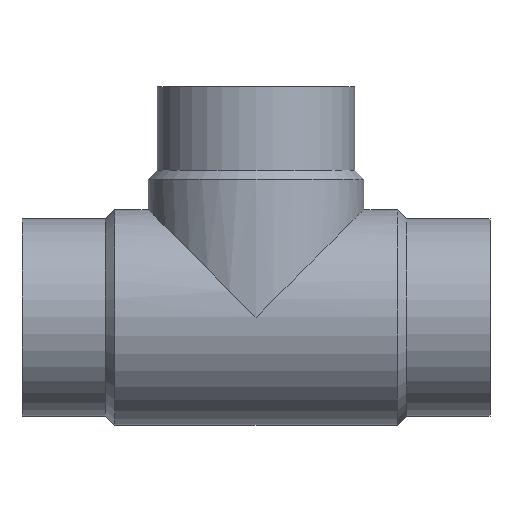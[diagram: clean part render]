
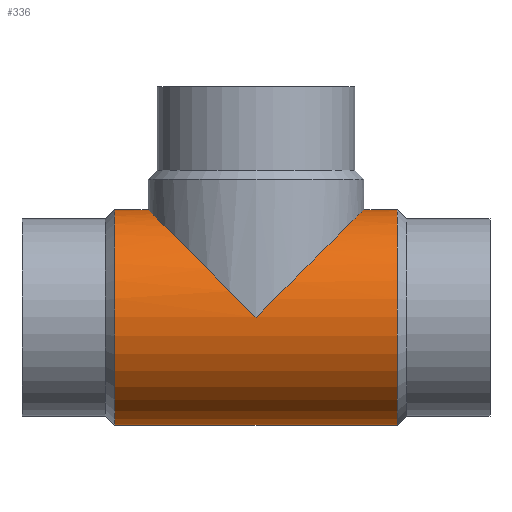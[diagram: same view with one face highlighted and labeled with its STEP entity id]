
A CAD part, top view. The second image highlights one B-rep face of the part: STEP entity #336.
In plain terms, the highlighted cylindrical face has radius 49.1 mm (diameter 98.2 mm), a partial arc.
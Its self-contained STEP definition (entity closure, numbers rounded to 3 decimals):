
#136 = VERTEX_POINT( '', #376 );
#140 = VERTEX_POINT( '', #380 );
#160 = EDGE_CURVE( '', #262, #304, #401, .T. );
#172 = VERTEX_POINT( '', #414 );
#192 = VERTEX_POINT( '', #437 );
#196 = EDGE_CURVE( '', #192, #172, #441, .T. );
#216 = VERTEX_POINT( '', #463 );
#232 = EDGE_CURVE( '', #140, #216, #479, .T. );
#238 = EDGE_CURVE( '', #136, #262, #486, .T. );
#248 = EDGE_CURVE( '', #140, #136, #497, .T. );
#262 = VERTEX_POINT( '', #513 );
#282 = EDGE_CURVE( '', #304, #192, #535, .T. );
#304 = VERTEX_POINT( '', #561 );
#310 = EDGE_CURVE( '', #172, #216, #569, .T. );
#336 = ADVANCED_FACE( '', ( #602 ), #603, .T. );
#376 = CARTESIAN_POINT( '', ( -42.1, -49.1, 0. ) );
#380 = CARTESIAN_POINT( '', ( -170.9, -49.1, 0. ) );
#401 = LINE( '', #667, #668 );
#414 = CARTESIAN_POINT( '', ( -155.6, 49.1, 0. ) );
#437 = CARTESIAN_POINT( '', ( -106.5, 0., 49.1 ) );
#441 = ELLIPSE( '', #722, 69.438, 49.1 );
#463 = CARTESIAN_POINT( '', ( -170.9, 49.1, 0. ) );
#479 = CIRCLE( '', #773, 49.1 );
#486 = CIRCLE( '', #781, 49.1 );
#497 = LINE( '', #795, #796 );
#513 = CARTESIAN_POINT( '', ( -42.1, 49.1, 0. ) );
#535 = ELLIPSE( '', #848, 69.438, 49.1 );
#561 = CARTESIAN_POINT( '', ( -57.4, 49.1, 0. ) );
#569 = LINE( '', #890, #891 );
#602 = FACE_OUTER_BOUND( '', #929, .T. );
#603 = CYLINDRICAL_SURFACE( '', #930, 49.1 );
#667 = CARTESIAN_POINT( '', ( -106.5, 49.1, 0. ) );
#668 = VECTOR( '', #983, 1. );
#722 = AXIS2_PLACEMENT_3D( '', #1024, #1025, #1026 );
#773 = AXIS2_PLACEMENT_3D( '', #1065, #1066, #1067 );
#781 = AXIS2_PLACEMENT_3D( '', #1076, #1077, #1078 );
#795 = CARTESIAN_POINT( '', ( -106.5, -49.1, 0. ) );
#796 = VECTOR( '', #1089, 1. );
#848 = AXIS2_PLACEMENT_3D( '', #1145, #1146, #1147 );
#890 = CARTESIAN_POINT( '', ( -106.5, 49.1, 0. ) );
#891 = VECTOR( '', #1209, 1. );
#929 = EDGE_LOOP( '', ( #1262, #1263, #1264, #1265, #1266, #1267, #1268 ) );
#930 = AXIS2_PLACEMENT_3D( '', #1269, #1270, #1271 );
#983 = DIRECTION( '', ( -1., 0., 0. ) );
#1024 = CARTESIAN_POINT( '', ( -106.5, 0., 0. ) );
#1025 = DIRECTION( '', ( -0.707, -0.707, 0. ) );
#1026 = DIRECTION( '', ( 0.707, -0.707, 0. ) );
#1065 = CARTESIAN_POINT( '', ( -170.9, 0., 0. ) );
#1066 = DIRECTION( '', ( -1., 0., 0. ) );
#1067 = DIRECTION( '', ( 0., 1., 0. ) );
#1076 = CARTESIAN_POINT( '', ( -42.1, 0., 0. ) );
#1077 = DIRECTION( '', ( -1., 0., 0. ) );
#1078 = DIRECTION( '', ( 0., 1., 0. ) );
#1089 = DIRECTION( '', ( 1., 0., 0. ) );
#1145 = CARTESIAN_POINT( '', ( -106.5, 0., 0. ) );
#1146 = DIRECTION( '', ( 0.707, -0.707, 0. ) );
#1147 = DIRECTION( '', ( 0.707, 0.707, 0. ) );
#1209 = DIRECTION( '', ( -1., 0., 0. ) );
#1262 = ORIENTED_EDGE( '', *, *, #160, .T. );
#1263 = ORIENTED_EDGE( '', *, *, #282, .T. );
#1264 = ORIENTED_EDGE( '', *, *, #196, .T. );
#1265 = ORIENTED_EDGE( '', *, *, #310, .T. );
#1266 = ORIENTED_EDGE( '', *, *, #232, .F. );
#1267 = ORIENTED_EDGE( '', *, *, #248, .T. );
#1268 = ORIENTED_EDGE( '', *, *, #238, .T. );
#1269 = CARTESIAN_POINT( '', ( -106.5, 0., 0. ) );
#1270 = DIRECTION( '', ( 1., 0., 0. ) );
#1271 = DIRECTION( '', ( 0., 1., 0. ) );
